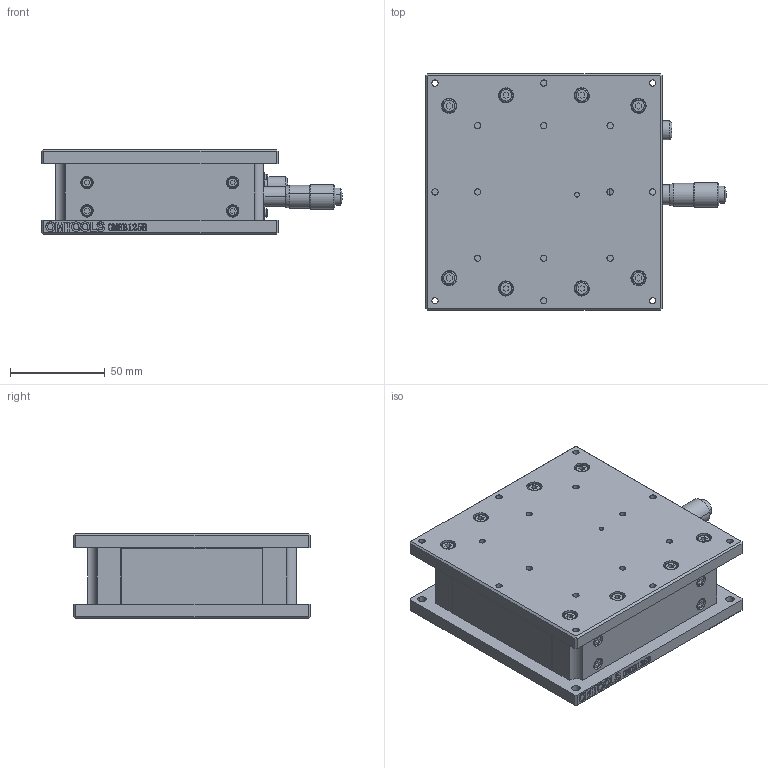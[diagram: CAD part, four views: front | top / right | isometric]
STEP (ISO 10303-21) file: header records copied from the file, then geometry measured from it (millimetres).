
FILE_DESCRIPTION (( 'STEP AP214' ), '1' );
FILE_NAME ('OMHB125B.STEP', '2021-02-20T07:16:17', ( 'User' ), ( 'Microsoft' ), 'SwSTEP 2.0', 'SolidWorks 2018', '' );
FILE_SCHEMA (( 'AUTOMOTIVE_DESIGN' ));
Length unit declared in the file: millimetre
Products named in the file (1): OMHB125B
Bounding box: 158.96 x 125.01 x 45 mm (x, y, z)
Volume: 445944.6 mm3; surface area: 113299.2 mm2
Topology: 3 solids, 5 shells, 994 faces, 2555 edges, 1677 vertices
Faces by surface type: bspline 605, plane 303, cylinder 67, cone 17, torus 2
Entity records: 48544 total; most frequent: CARTESIAN_POINT 18279, ORIENTED_EDGE 5098, EDGE_CURVE 2549, DIRECTION 2146, VERTEX_POINT 1677, EDGE_LOOP 1162, UNCERTAINTY_MEASURE_WITH_UNIT 999, B_SPLINE_CURVE_WITH_KNOTS 999
